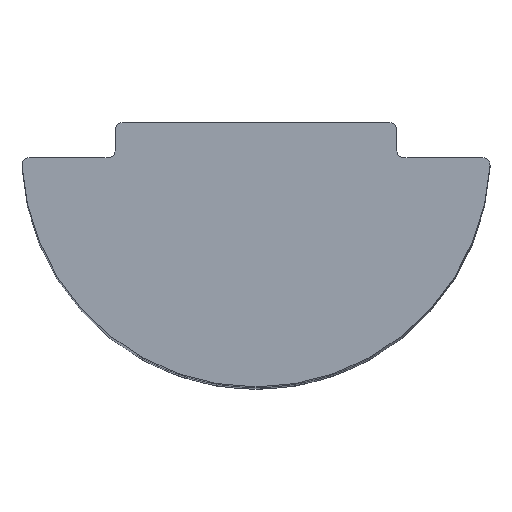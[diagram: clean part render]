
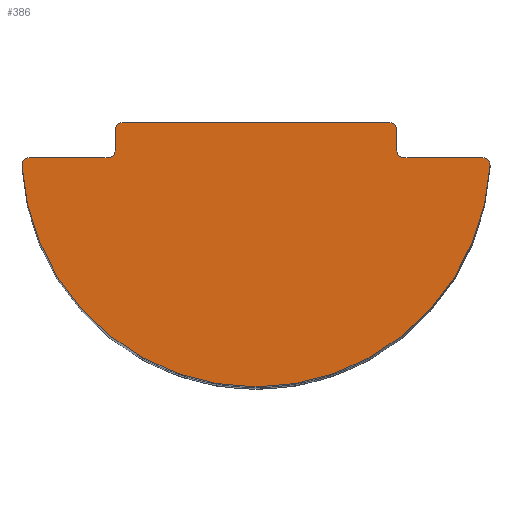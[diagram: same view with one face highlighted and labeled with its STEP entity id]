
A CAD part, top view. The second image highlights one B-rep face of the part: STEP entity #386.
In plain terms, the highlighted planar face has unit normal (0, 0, 1).
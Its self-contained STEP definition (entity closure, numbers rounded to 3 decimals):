
#19 = DIRECTION ( 'NONE',  ( 1., 0., 0. ) ) ;
#20 = DIRECTION ( 'NONE',  ( 0., 0., 1. ) ) ;
#21 = CARTESIAN_POINT ( 'NONE',  ( 3.8, 0.8, 40. ) ) ;
#23 = DIRECTION ( 'NONE',  ( 1., 0., 0. ) ) ;
#24 = DIRECTION ( 'NONE',  ( 0., 0., -1. ) ) ;
#25 = CARTESIAN_POINT ( 'NONE',  ( 4.2, 0.2, 40. ) ) ;
#26 = DIRECTION ( 'NONE',  ( 1., 0., 0. ) ) ;
#27 = DIRECTION ( 'NONE',  ( 0., 0., 1. ) ) ;
#28 = CARTESIAN_POINT ( 'NONE',  ( 6.442, -0.2, 40. ) ) ;
#29 = DIRECTION ( 'NONE',  ( 1., 0., 0. ) ) ;
#30 = DIRECTION ( 'NONE',  ( 0., 0., 1. ) ) ;
#31 = CARTESIAN_POINT ( 'NONE',  ( -6.442, -0.2, 40. ) ) ;
#32 = DIRECTION ( 'NONE',  ( -1., 0., 0. ) ) ;
#33 = CARTESIAN_POINT ( 'NONE',  ( -4., 1., 40. ) ) ;
#49 = DIRECTION ( 'NONE',  ( 0., 1., 0. ) ) ;
#51 = CARTESIAN_POINT ( 'NONE',  ( 4., 1., 40. ) ) ;
#59 = DIRECTION ( 'NONE',  ( -1., 0., 0. ) ) ;
#65 = CARTESIAN_POINT ( 'NONE',  ( 4., 0., 40. ) ) ;
#74 = DIRECTION ( 'NONE',  ( 1., 0., 0. ) ) ;
#75 = DIRECTION ( 'NONE',  ( 0., 0., 1. ) ) ;
#76 = CARTESIAN_POINT ( 'NONE',  ( 0., 0.152, 40. ) ) ;
#170 = DIRECTION ( 'NONE',  ( 1., 0., 0. ) ) ;
#171 = DIRECTION ( 'NONE',  ( 0., 0., 1. ) ) ;
#172 = CARTESIAN_POINT ( 'NONE',  ( -6.442, -0.2, 40. ) ) ;
#261 = DIRECTION ( 'NONE',  ( 1., 0., 0. ) ) ;
#262 = DIRECTION ( 'NONE',  ( 0., 0., -1. ) ) ;
#263 = CARTESIAN_POINT ( 'NONE',  ( -4.2, 0.2, 40. ) ) ;
#268 = DIRECTION ( 'NONE',  ( 1., 0., 0. ) ) ;
#269 = DIRECTION ( 'NONE',  ( 0., 0., 1. ) ) ;
#270 = CARTESIAN_POINT ( 'NONE',  ( -3.8, 0.8, 40. ) ) ;
#273 = DIRECTION ( 'NONE',  ( 0., -1., 0. ) ) ;
#281 = CARTESIAN_POINT ( 'NONE',  ( -6.65, 0., 40. ) ) ;
#282 = DIRECTION ( 'NONE',  ( -1., 0., 0. ) ) ;
#289 = CARTESIAN_POINT ( 'NONE',  ( -6.642, -0.2, 40. ) ) ;
#290 = CARTESIAN_POINT ( 'NONE',  ( -4., 0., 40. ) ) ;
#292 = CARTESIAN_POINT ( 'NONE',  ( -6.642, -0.211, 40. ) ) ;
#294 = CARTESIAN_POINT ( 'NONE',  ( 6.642, -0.211, 40. ) ) ;
#304 = DIRECTION ( 'NONE',  ( 1., 0., 0. ) ) ;
#306 = DIRECTION ( 'NONE',  ( 0., 0., 1. ) ) ;
#309 = CARTESIAN_POINT ( 'NONE',  ( 4.2, 0., 40. ) ) ;
#314 = CARTESIAN_POINT ( 'NONE',  ( 4., 0.2, 40. ) ) ;
#315 = PLANE ( 'NONE',  #774 ) ;
#318 = CARTESIAN_POINT ( 'NONE',  ( 3.8, 1., 40. ) ) ;
#319 = CARTESIAN_POINT ( 'NONE',  ( 0., 0.152, 40. ) ) ;
#320 = CARTESIAN_POINT ( 'NONE',  ( -3.8, 1., 40. ) ) ;
#325 = CARTESIAN_POINT ( 'NONE',  ( -4.2, 0., 40. ) ) ;
#327 = CARTESIAN_POINT ( 'NONE',  ( 4., 0.8, 40. ) ) ;
#328 = CARTESIAN_POINT ( 'NONE',  ( -4., 0.2, 40. ) ) ;
#329 = CARTESIAN_POINT ( 'NONE',  ( -6.442, 0., 40. ) ) ;
#336 = CARTESIAN_POINT ( 'NONE',  ( -4., 0.8, 40. ) ) ;
#338 = CARTESIAN_POINT ( 'NONE',  ( 6.442, 0., 40. ) ) ;
#386 = ADVANCED_FACE ( 'NONE', ( #462 ), #315, .T. ) ;
#413 = LINE ( 'NONE', #51, #702 ) ;
#462 = FACE_OUTER_BOUND ( 'NONE', #696, .T. ) ;
#466 = VERTEX_POINT ( 'NONE', #329 ) ;
#467 = VERTEX_POINT ( 'NONE', #328 ) ;
#470 = VERTEX_POINT ( 'NONE', #336 ) ;
#471 = VERTEX_POINT ( 'NONE', #325 ) ;
#475 = VERTEX_POINT ( 'NONE', #320 ) ;
#476 = VERTEX_POINT ( 'NONE', #318 ) ;
#477 = VERTEX_POINT ( 'NONE', #327 ) ;
#481 = VERTEX_POINT ( 'NONE', #314 ) ;
#485 = VERTEX_POINT ( 'NONE', #309 ) ;
#488 = VERTEX_POINT ( 'NONE', #338 ) ;
#504 = VERTEX_POINT ( 'NONE', #294 ) ;
#507 = VERTEX_POINT ( 'NONE', #292 ) ;
#551 = LINE ( 'NONE', #290, #697 ) ;
#554 = ORIENTED_EDGE ( 'NONE', *, *, #807, .T. ) ;
#556 = ORIENTED_EDGE ( 'NONE', *, *, #743, .T. ) ;
#557 = ORIENTED_EDGE ( 'NONE', *, *, #740, .T. ) ;
#558 = ORIENTED_EDGE ( 'NONE', *, *, #756, .T. ) ;
#559 = ORIENTED_EDGE ( 'NONE', *, *, #727, .T. ) ;
#560 = ORIENTED_EDGE ( 'NONE', *, *, #808, .T. ) ;
#562 = ORIENTED_EDGE ( 'NONE', *, *, #785, .T. ) ;
#566 = CIRCLE ( 'NONE', #742, 0.2 ) ;
#569 = ORIENTED_EDGE ( 'NONE', *, *, #792, .T. ) ;
#570 = ORIENTED_EDGE ( 'NONE', *, *, #809, .T. ) ;
#571 = ORIENTED_EDGE ( 'NONE', *, *, #797, .T. ) ;
#573 = ORIENTED_EDGE ( 'NONE', *, *, #810, .T. ) ;
#575 = CIRCLE ( 'NONE', #741, 0.2 ) ;
#576 = VECTOR ( 'NONE', #32, 1000. ) ;
#577 = CIRCLE ( 'NONE', #744, 0.2 ) ;
#613 = ORIENTED_EDGE ( 'NONE', *, *, #811, .T. ) ;
#614 = ORIENTED_EDGE ( 'NONE', *, *, #801, .T. ) ;
#616 = CIRCLE ( 'NONE', #749, 6.652 ) ;
#622 = VECTOR ( 'NONE', #59, 1000. ) ;
#624 = VECTOR ( 'NONE', #282, 1000. ) ;
#627 = LINE ( 'NONE', #281, #624 ) ;
#638 = VERTEX_POINT ( 'NONE', #289 ) ;
#646 = LINE ( 'NONE', #65, #622 ) ;
#648 = CIRCLE ( 'NONE', #762, 0.2 ) ;
#657 = LINE ( 'NONE', #33, #576 ) ;
#659 = CIRCLE ( 'NONE', #754, 0.2 ) ;
#680 = CIRCLE ( 'NONE', #745, 0.2 ) ;
#696 = EDGE_LOOP ( 'NONE', ( #554, #556, #557, #558, #559, #560, #562, #569, #570, #571, #573, #614, #613 ) ) ;
#697 = VECTOR ( 'NONE', #273, 1000. ) ;
#702 = VECTOR ( 'NONE', #49, 1000. ) ;
#703 = CIRCLE ( 'NONE', #764, 0.2 ) ;
#727 = EDGE_CURVE ( 'NONE', #471, #466, #627, .T. ) ;
#740 = EDGE_CURVE ( 'NONE', #470, #467, #551, .T. ) ;
#741 = AXIS2_PLACEMENT_3D ( 'NONE', #21, #20, #19 ) ;
#742 = AXIS2_PLACEMENT_3D ( 'NONE', #25, #24, #23 ) ;
#743 = EDGE_CURVE ( 'NONE', #475, #470, #648, .T. ) ;
#744 = AXIS2_PLACEMENT_3D ( 'NONE', #28, #27, #26 ) ;
#745 = AXIS2_PLACEMENT_3D ( 'NONE', #31, #30, #29 ) ;
#749 = AXIS2_PLACEMENT_3D ( 'NONE', #76, #75, #74 ) ;
#754 = AXIS2_PLACEMENT_3D ( 'NONE', #172, #171, #170 ) ;
#756 = EDGE_CURVE ( 'NONE', #467, #471, #703, .T. ) ;
#762 = AXIS2_PLACEMENT_3D ( 'NONE', #270, #269, #268 ) ;
#764 = AXIS2_PLACEMENT_3D ( 'NONE', #263, #262, #261 ) ;
#774 = AXIS2_PLACEMENT_3D ( 'NONE', #319, #306, #304 ) ;
#785 = EDGE_CURVE ( 'NONE', #638, #507, #659, .T. ) ;
#792 = EDGE_CURVE ( 'NONE', #507, #504, #616, .T. ) ;
#797 = EDGE_CURVE ( 'NONE', #488, #485, #646, .T. ) ;
#801 = EDGE_CURVE ( 'NONE', #481, #477, #413, .T. ) ;
#807 = EDGE_CURVE ( 'NONE', #476, #475, #657, .T. ) ;
#808 = EDGE_CURVE ( 'NONE', #466, #638, #680, .T. ) ;
#809 = EDGE_CURVE ( 'NONE', #504, #488, #577, .T. ) ;
#810 = EDGE_CURVE ( 'NONE', #485, #481, #566, .T. ) ;
#811 = EDGE_CURVE ( 'NONE', #477, #476, #575, .T. ) ;
